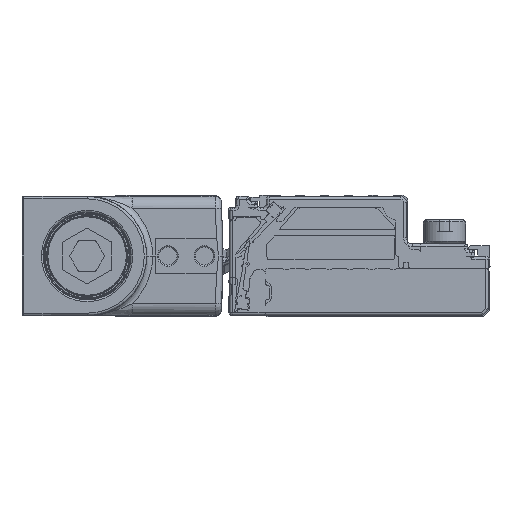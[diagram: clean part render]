
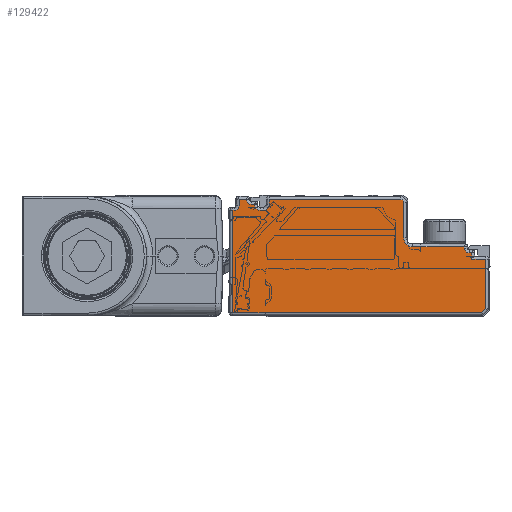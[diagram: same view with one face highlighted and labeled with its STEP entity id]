
A CAD part, left-side view. The second image highlights one B-rep face of the part: STEP entity #129422.
In plain terms, the highlighted planar face has unit normal (-1, 0, 0).
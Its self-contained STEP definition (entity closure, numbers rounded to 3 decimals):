
#127234=AXIS2_PLACEMENT_3D('Circle Axis2P3D',#127232,#127233,$) ;
#127305=AXIS2_PLACEMENT_3D('Circle Axis2P3D',#127303,#127304,$) ;
#127409=AXIS2_PLACEMENT_3D('Circle Axis2P3D',#127407,#127408,$) ;
#129316=AXIS2_PLACEMENT_3D('Plane Axis2P3D',#129313,#129314,#129315) ;
#129327=AXIS2_PLACEMENT_3D('Circle Axis2P3D',#129325,#129326,$) ;
#129348=AXIS2_PLACEMENT_3D('Circle Axis2P3D',#129346,#129347,$) ;
#129362=AXIS2_PLACEMENT_3D('Circle Axis2P3D',#129360,#129361,$) ;
#129381=AXIS2_PLACEMENT_3D('Circle Axis2P3D',#129379,#129380,$) ;
#126867=CARTESIAN_POINT('Vertex',(-578.,42.3,-7.3)) ;
#126890=CARTESIAN_POINT('Vertex',(-578.,1.407,-7.3)) ;
#126893=CARTESIAN_POINT('Line Origine',(-578.,23.168,-7.3)) ;
#126930=CARTESIAN_POINT('Vertex',(-578.,0.7,-6.593)) ;
#126933=CARTESIAN_POINT('Line Origine',(-578.,-1.246,-4.646)) ;
#127174=CARTESIAN_POINT('Line Origine',(-578.,21.5,11.3)) ;
#127178=CARTESIAN_POINT('Vertex',(-578.,40.1,11.3)) ;
#127180=CARTESIAN_POINT('Vertex',(-578.,41.3,11.3)) ;
#127232=CARTESIAN_POINT('Axis2P3D Location',(-578.,39.3,11.3)) ;
#127236=CARTESIAN_POINT('Vertex',(-578.,39.3,10.5)) ;
#127269=CARTESIAN_POINT('Vertex',(-578.,14.2,10.8)) ;
#127272=CARTESIAN_POINT('Line Origine',(-578.,14.2,2.)) ;
#127276=CARTESIAN_POINT('Vertex',(-578.,14.2,5.)) ;
#127303=CARTESIAN_POINT('Axis2P3D Location',(-578.,12.7,5.)) ;
#127307=CARTESIAN_POINT('Vertex',(-578.,12.7,3.5)) ;
#127335=CARTESIAN_POINT('Vertex',(-578.,4.2,3.5)) ;
#127343=CARTESIAN_POINT('Line Origine',(-578.,21.5,3.5)) ;
#127369=CARTESIAN_POINT('Line Origine',(-578.,4.2,2.)) ;
#127373=CARTESIAN_POINT('Vertex',(-578.,4.2,3.3)) ;
#127407=CARTESIAN_POINT('Axis2P3D Location',(-578.,3.4,3.3)) ;
#127411=CARTESIAN_POINT('Vertex',(-578.,3.4,2.5)) ;
#127439=CARTESIAN_POINT('Vertex',(-578.,3.,2.5)) ;
#127447=CARTESIAN_POINT('Line Origine',(-578.,21.5,2.5)) ;
#129270=CARTESIAN_POINT('Line Origine',(-578.,42.3,2.)) ;
#129274=CARTESIAN_POINT('Vertex',(-578.,42.3,9.5)) ;
#129298=CARTESIAN_POINT('Vertex',(-578.,0.7,1.5)) ;
#129301=CARTESIAN_POINT('Line Origine',(-578.,0.7,2.)) ;
#129313=CARTESIAN_POINT('Axis2P3D Location',(-578.,0.2,-7.8)) ;
#129318=CARTESIAN_POINT('Line Origine',(-578.,3.,2.)) ;
#129322=CARTESIAN_POINT('Vertex',(-578.,3.,1.5)) ;
#129325=CARTESIAN_POINT('Axis2P3D Location',(-578.,14.7,10.8)) ;
#129329=CARTESIAN_POINT('Vertex',(-578.,14.7,11.3)) ;
#129332=CARTESIAN_POINT('Line Origine',(-578.,25.5,11.3)) ;
#129336=CARTESIAN_POINT('Vertex',(-578.,36.3,11.3)) ;
#129339=CARTESIAN_POINT('Line Origine',(-578.,36.3,10.9)) ;
#129343=CARTESIAN_POINT('Vertex',(-578.,36.3,10.5)) ;
#129346=CARTESIAN_POINT('Axis2P3D Location',(-578.,37.3,10.5)) ;
#129350=CARTESIAN_POINT('Vertex',(-578.,37.3,9.5)) ;
#129353=CARTESIAN_POINT('Line Origine',(-578.,37.55,9.5)) ;
#129357=CARTESIAN_POINT('Vertex',(-578.,37.8,9.5)) ;
#129360=CARTESIAN_POINT('Axis2P3D Location',(-578.,37.8,10.5)) ;
#129364=CARTESIAN_POINT('Vertex',(-578.,38.8,10.5)) ;
#129367=CARTESIAN_POINT('Line Origine',(-578.,39.05,10.5)) ;
#129372=CARTESIAN_POINT('Line Origine',(-578.,41.3,10.8)) ;
#129376=CARTESIAN_POINT('Vertex',(-578.,41.3,10.3)) ;
#129379=CARTESIAN_POINT('Axis2P3D Location',(-578.,42.1,10.3)) ;
#129383=CARTESIAN_POINT('Vertex',(-578.,42.1,9.5)) ;
#129386=CARTESIAN_POINT('Line Origine',(-578.,42.2,9.5)) ;
#129391=CARTESIAN_POINT('Line Origine',(-578.,1.85,1.5)) ;
#126894=DIRECTION('Vector Direction',(0.,1.,0.)) ;
#126934=DIRECTION('Vector Direction',(0.,0.707,-0.707)) ;
#127175=DIRECTION('Vector Direction',(0.,-1.,0.)) ;
#127233=DIRECTION('Axis2P3D Direction',(1.,0.,0.)) ;
#127273=DIRECTION('Vector Direction',(0.,0.,-1.)) ;
#127304=DIRECTION('Axis2P3D Direction',(1.,0.,0.)) ;
#127344=DIRECTION('Vector Direction',(0.,-1.,0.)) ;
#127370=DIRECTION('Vector Direction',(0.,0.,1.)) ;
#127408=DIRECTION('Axis2P3D Direction',(1.,0.,0.)) ;
#127448=DIRECTION('Vector Direction',(0.,-1.,0.)) ;
#129271=DIRECTION('Vector Direction',(0.,0.,1.)) ;
#129302=DIRECTION('Vector Direction',(0.,0.,-1.)) ;
#129314=DIRECTION('Axis2P3D Direction',(-1.,0.,0.)) ;
#129315=DIRECTION('Axis2P3D XDirection',(0.,0.,1.)) ;
#129319=DIRECTION('Vector Direction',(0.,0.,1.)) ;
#129326=DIRECTION('Axis2P3D Direction',(-1.,0.,0.)) ;
#129333=DIRECTION('Vector Direction',(0.,1.,0.)) ;
#129340=DIRECTION('Vector Direction',(0.,0.,-1.)) ;
#129347=DIRECTION('Axis2P3D Direction',(-1.,0.,0.)) ;
#129354=DIRECTION('Vector Direction',(0.,1.,0.)) ;
#129361=DIRECTION('Axis2P3D Direction',(-1.,0.,0.)) ;
#129368=DIRECTION('Vector Direction',(0.,-1.,0.)) ;
#129373=DIRECTION('Vector Direction',(0.,0.,-1.)) ;
#129380=DIRECTION('Axis2P3D Direction',(-1.,0.,0.)) ;
#129387=DIRECTION('Vector Direction',(0.,1.,0.)) ;
#129392=DIRECTION('Vector Direction',(0.,1.,0.)) ;
#126895=VECTOR('Line Direction',#126894,1.) ;
#126935=VECTOR('Line Direction',#126934,1.) ;
#127176=VECTOR('Line Direction',#127175,1.) ;
#127274=VECTOR('Line Direction',#127273,1.) ;
#127345=VECTOR('Line Direction',#127344,1.) ;
#127371=VECTOR('Line Direction',#127370,1.) ;
#127449=VECTOR('Line Direction',#127448,1.) ;
#129272=VECTOR('Line Direction',#129271,1.) ;
#129303=VECTOR('Line Direction',#129302,1.) ;
#129320=VECTOR('Line Direction',#129319,1.) ;
#129334=VECTOR('Line Direction',#129333,1.) ;
#129341=VECTOR('Line Direction',#129340,1.) ;
#129355=VECTOR('Line Direction',#129354,1.) ;
#129369=VECTOR('Line Direction',#129368,1.) ;
#129374=VECTOR('Line Direction',#129373,1.) ;
#129388=VECTOR('Line Direction',#129387,1.) ;
#129393=VECTOR('Line Direction',#129392,1.) ;
#129397=ORIENTED_EDGE('',*,*,#129324,.T.) ;
#129398=ORIENTED_EDGE('',*,*,#127451,.T.) ;
#129399=ORIENTED_EDGE('',*,*,#127413,.T.) ;
#129400=ORIENTED_EDGE('',*,*,#127375,.T.) ;
#129401=ORIENTED_EDGE('',*,*,#127347,.T.) ;
#129402=ORIENTED_EDGE('',*,*,#127309,.T.) ;
#129403=ORIENTED_EDGE('',*,*,#127278,.T.) ;
#129404=ORIENTED_EDGE('',*,*,#129331,.T.) ;
#129405=ORIENTED_EDGE('',*,*,#129338,.T.) ;
#129406=ORIENTED_EDGE('',*,*,#129345,.T.) ;
#129407=ORIENTED_EDGE('',*,*,#129352,.T.) ;
#129408=ORIENTED_EDGE('',*,*,#129359,.T.) ;
#129409=ORIENTED_EDGE('',*,*,#129366,.T.) ;
#129410=ORIENTED_EDGE('',*,*,#129371,.T.) ;
#129411=ORIENTED_EDGE('',*,*,#127238,.T.) ;
#129412=ORIENTED_EDGE('',*,*,#127182,.T.) ;
#129413=ORIENTED_EDGE('',*,*,#129378,.T.) ;
#129414=ORIENTED_EDGE('',*,*,#129385,.T.) ;
#129415=ORIENTED_EDGE('',*,*,#129390,.T.) ;
#129416=ORIENTED_EDGE('',*,*,#129276,.T.) ;
#129417=ORIENTED_EDGE('',*,*,#126897,.T.) ;
#129418=ORIENTED_EDGE('',*,*,#126937,.T.) ;
#129419=ORIENTED_EDGE('',*,*,#129305,.T.) ;
#129420=ORIENTED_EDGE('',*,*,#129395,.T.) ;
#129422=ADVANCED_FACE('Brep With Voids',(#129421),#129317,.T.) ;
#127235=CIRCLE('generated circle',#127234,0.8) ;
#127306=CIRCLE('generated circle',#127305,1.5) ;
#127410=CIRCLE('generated circle',#127409,0.8) ;
#129328=CIRCLE('generated circle',#129327,0.5) ;
#129349=CIRCLE('generated circle',#129348,1.) ;
#129363=CIRCLE('generated circle',#129362,1.) ;
#129382=CIRCLE('generated circle',#129381,0.8) ;
#126897=EDGE_CURVE('',#126868,#126891,#126896,.F.) ;
#126937=EDGE_CURVE('',#126891,#126931,#126936,.F.) ;
#127182=EDGE_CURVE('',#127179,#127181,#127177,.F.) ;
#127238=EDGE_CURVE('',#127237,#127179,#127235,.T.) ;
#127278=EDGE_CURVE('',#127277,#127270,#127275,.F.) ;
#127309=EDGE_CURVE('',#127308,#127277,#127306,.T.) ;
#127347=EDGE_CURVE('',#127336,#127308,#127346,.F.) ;
#127375=EDGE_CURVE('',#127374,#127336,#127372,.T.) ;
#127413=EDGE_CURVE('',#127412,#127374,#127410,.T.) ;
#127451=EDGE_CURVE('',#127440,#127412,#127450,.F.) ;
#129276=EDGE_CURVE('',#129275,#126868,#129273,.F.) ;
#129305=EDGE_CURVE('',#126931,#129299,#129304,.F.) ;
#129324=EDGE_CURVE('',#129323,#127440,#129321,.T.) ;
#129331=EDGE_CURVE('',#127270,#129330,#129328,.T.) ;
#129338=EDGE_CURVE('',#129330,#129337,#129335,.T.) ;
#129345=EDGE_CURVE('',#129337,#129344,#129342,.T.) ;
#129352=EDGE_CURVE('',#129344,#129351,#129349,.F.) ;
#129359=EDGE_CURVE('',#129351,#129358,#129356,.T.) ;
#129366=EDGE_CURVE('',#129358,#129365,#129363,.F.) ;
#129371=EDGE_CURVE('',#129365,#127237,#129370,.F.) ;
#129378=EDGE_CURVE('',#127181,#129377,#129375,.T.) ;
#129385=EDGE_CURVE('',#129377,#129384,#129382,.F.) ;
#129390=EDGE_CURVE('',#129384,#129275,#129389,.T.) ;
#129395=EDGE_CURVE('',#129299,#129323,#129394,.T.) ;
#129396=EDGE_LOOP('',(#129397,#129398,#129399,#129400,#129401,#129402,#129403,#129404,#129405,#129406,#129407,#129408,#129409,#129410,#129411,#129412,#129413,#129414,#129415,#129416,#129417,#129418,#129419,#129420)) ;
#129421=FACE_OUTER_BOUND('',#129396,.T.) ;
#126896=LINE('Line',#126893,#126895) ;
#126936=LINE('Line',#126933,#126935) ;
#127177=LINE('Line',#127174,#127176) ;
#127275=LINE('Line',#127272,#127274) ;
#127346=LINE('Line',#127343,#127345) ;
#127372=LINE('Line',#127369,#127371) ;
#127450=LINE('Line',#127447,#127449) ;
#129273=LINE('Line',#129270,#129272) ;
#129304=LINE('Line',#129301,#129303) ;
#129321=LINE('Line',#129318,#129320) ;
#129335=LINE('Line',#129332,#129334) ;
#129342=LINE('Line',#129339,#129341) ;
#129356=LINE('Line',#129353,#129355) ;
#129370=LINE('Line',#129367,#129369) ;
#129375=LINE('Line',#129372,#129374) ;
#129389=LINE('Line',#129386,#129388) ;
#129394=LINE('Line',#129391,#129393) ;
#129317=PLANE('',#129316) ;
#126868=VERTEX_POINT('',#126867) ;
#126891=VERTEX_POINT('',#126890) ;
#126931=VERTEX_POINT('',#126930) ;
#127179=VERTEX_POINT('',#127178) ;
#127181=VERTEX_POINT('',#127180) ;
#127237=VERTEX_POINT('',#127236) ;
#127270=VERTEX_POINT('',#127269) ;
#127277=VERTEX_POINT('',#127276) ;
#127308=VERTEX_POINT('',#127307) ;
#127336=VERTEX_POINT('',#127335) ;
#127374=VERTEX_POINT('',#127373) ;
#127412=VERTEX_POINT('',#127411) ;
#127440=VERTEX_POINT('',#127439) ;
#129275=VERTEX_POINT('',#129274) ;
#129299=VERTEX_POINT('',#129298) ;
#129323=VERTEX_POINT('',#129322) ;
#129330=VERTEX_POINT('',#129329) ;
#129337=VERTEX_POINT('',#129336) ;
#129344=VERTEX_POINT('',#129343) ;
#129351=VERTEX_POINT('',#129350) ;
#129358=VERTEX_POINT('',#129357) ;
#129365=VERTEX_POINT('',#129364) ;
#129377=VERTEX_POINT('',#129376) ;
#129384=VERTEX_POINT('',#129383) ;
